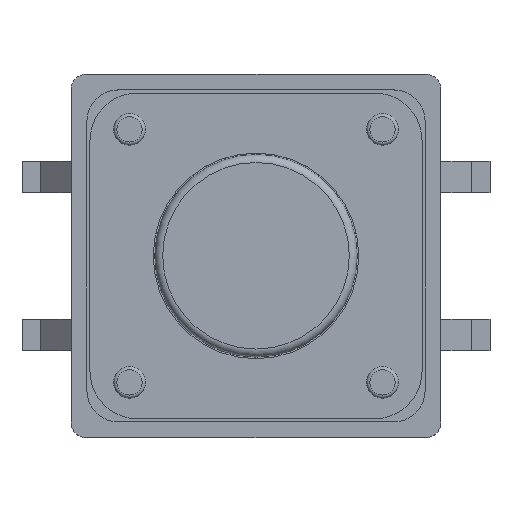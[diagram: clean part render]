
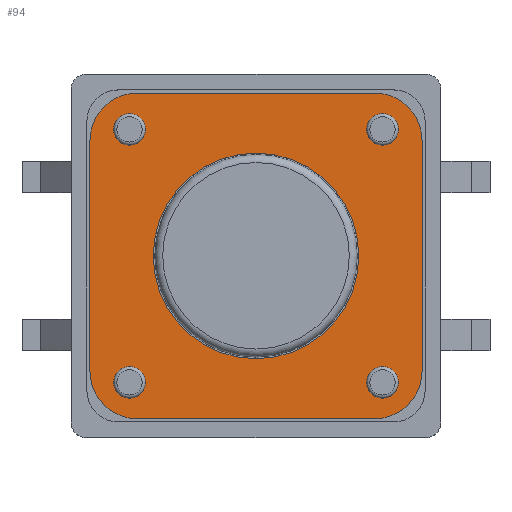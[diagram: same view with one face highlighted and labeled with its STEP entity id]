
A CAD part, top view. The second image highlights one B-rep face of the part: STEP entity #94.
In plain terms, the highlighted planar face has unit normal (0, 0, 1).
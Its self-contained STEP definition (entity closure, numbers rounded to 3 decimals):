
#51 = VERTEX_POINT('',#52);
#52 = CARTESIAN_POINT('',(3.25,0.,3.6));
#57 = EDGE_CURVE('',#51,#51,#58,.T.);
#58 = CIRCLE('',#59,3.25);
#59 = AXIS2_PLACEMENT_3D('',#60,#61,#62);
#60 = CARTESIAN_POINT('',(0.,0.,3.6));
#61 = DIRECTION('',(0.,0.,-1.));
#62 = DIRECTION('',(1.,0.,0.));
#94 = ADVANCED_FACE('',(#95,#165,#176,#187,#190,#201),#212,.F.);
#95 = FACE_BOUND('',#96,.F.);
#96 = EDGE_LOOP('',(#97,#107,#116,#124,#133,#141,#150,#158));
#97 = ORIENTED_EDGE('',*,*,#98,.F.);
#98 = EDGE_CURVE('',#99,#101,#103,.T.);
#99 = VERTEX_POINT('',#100);
#100 = CARTESIAN_POINT('',(3.75,5.15,3.6));
#101 = VERTEX_POINT('',#102);
#102 = CARTESIAN_POINT('',(-3.75,5.15,3.6));
#103 = LINE('',#104,#105);
#104 = CARTESIAN_POINT('',(-1.875,5.15,3.6));
#105 = VECTOR('',#106,1.);
#106 = DIRECTION('',(-1.,0.,0.));
#107 = ORIENTED_EDGE('',*,*,#108,.T.);
#108 = EDGE_CURVE('',#99,#109,#111,.T.);
#109 = VERTEX_POINT('',#110);
#110 = CARTESIAN_POINT('',(5.25,3.65,3.6));
#111 = CIRCLE('',#112,1.5);
#112 = AXIS2_PLACEMENT_3D('',#113,#114,#115);
#113 = CARTESIAN_POINT('',(3.75,3.65,3.6));
#114 = DIRECTION('',(0.,0.,-1.));
#115 = DIRECTION('',(1.,0.,0.));
#116 = ORIENTED_EDGE('',*,*,#117,.F.);
#117 = EDGE_CURVE('',#118,#109,#120,.T.);
#118 = VERTEX_POINT('',#119);
#119 = CARTESIAN_POINT('',(5.25,-3.65,3.6));
#120 = LINE('',#121,#122);
#121 = CARTESIAN_POINT('',(5.25,1.825,3.6));
#122 = VECTOR('',#123,1.);
#123 = DIRECTION('',(0.,1.,0.));
#124 = ORIENTED_EDGE('',*,*,#125,.T.);
#125 = EDGE_CURVE('',#118,#126,#128,.T.);
#126 = VERTEX_POINT('',#127);
#127 = CARTESIAN_POINT('',(3.75,-5.15,3.6));
#128 = CIRCLE('',#129,1.5);
#129 = AXIS2_PLACEMENT_3D('',#130,#131,#132);
#130 = CARTESIAN_POINT('',(3.75,-3.65,3.6));
#131 = DIRECTION('',(0.,0.,-1.));
#132 = DIRECTION('',(1.,0.,0.));
#133 = ORIENTED_EDGE('',*,*,#134,.F.);
#134 = EDGE_CURVE('',#135,#126,#137,.T.);
#135 = VERTEX_POINT('',#136);
#136 = CARTESIAN_POINT('',(-3.75,-5.15,3.6));
#137 = LINE('',#138,#139);
#138 = CARTESIAN_POINT('',(1.875,-5.15,3.6));
#139 = VECTOR('',#140,1.);
#140 = DIRECTION('',(1.,0.,0.));
#141 = ORIENTED_EDGE('',*,*,#142,.T.);
#142 = EDGE_CURVE('',#135,#143,#145,.T.);
#143 = VERTEX_POINT('',#144);
#144 = CARTESIAN_POINT('',(-5.25,-3.65,3.6));
#145 = CIRCLE('',#146,1.5);
#146 = AXIS2_PLACEMENT_3D('',#147,#148,#149);
#147 = CARTESIAN_POINT('',(-3.75,-3.65,3.6));
#148 = DIRECTION('',(0.,0.,-1.));
#149 = DIRECTION('',(1.,0.,0.));
#150 = ORIENTED_EDGE('',*,*,#151,.F.);
#151 = EDGE_CURVE('',#152,#143,#154,.T.);
#152 = VERTEX_POINT('',#153);
#153 = CARTESIAN_POINT('',(-5.25,3.65,3.6));
#154 = LINE('',#155,#156);
#155 = CARTESIAN_POINT('',(-5.25,-1.825,3.6));
#156 = VECTOR('',#157,1.);
#157 = DIRECTION('',(0.,-1.,0.));
#158 = ORIENTED_EDGE('',*,*,#159,.T.);
#159 = EDGE_CURVE('',#152,#101,#160,.T.);
#160 = CIRCLE('',#161,1.5);
#161 = AXIS2_PLACEMENT_3D('',#162,#163,#164);
#162 = CARTESIAN_POINT('',(-3.75,3.65,3.6));
#163 = DIRECTION('',(0.,0.,-1.));
#164 = DIRECTION('',(1.,0.,0.));
#165 = FACE_BOUND('',#166,.F.);
#166 = EDGE_LOOP('',(#167));
#167 = ORIENTED_EDGE('',*,*,#168,.T.);
#168 = EDGE_CURVE('',#169,#169,#171,.T.);
#169 = VERTEX_POINT('',#170);
#170 = CARTESIAN_POINT('',(4.5,-4.,3.6));
#171 = CIRCLE('',#172,0.5);
#172 = AXIS2_PLACEMENT_3D('',#173,#174,#175);
#173 = CARTESIAN_POINT('',(4.,-4.,3.6));
#174 = DIRECTION('',(0.,0.,1.));
#175 = DIRECTION('',(1.,0.,0.));
#176 = FACE_BOUND('',#177,.F.);
#177 = EDGE_LOOP('',(#178));
#178 = ORIENTED_EDGE('',*,*,#179,.T.);
#179 = EDGE_CURVE('',#180,#180,#182,.T.);
#180 = VERTEX_POINT('',#181);
#181 = CARTESIAN_POINT('',(-3.5,-4.,3.6));
#182 = CIRCLE('',#183,0.5);
#183 = AXIS2_PLACEMENT_3D('',#184,#185,#186);
#184 = CARTESIAN_POINT('',(-4.,-4.,3.6));
#185 = DIRECTION('',(0.,0.,1.));
#186 = DIRECTION('',(1.,0.,0.));
#187 = FACE_BOUND('',#188,.F.);
#188 = EDGE_LOOP('',(#189));
#189 = ORIENTED_EDGE('',*,*,#57,.F.);
#190 = FACE_BOUND('',#191,.F.);
#191 = EDGE_LOOP('',(#192));
#192 = ORIENTED_EDGE('',*,*,#193,.T.);
#193 = EDGE_CURVE('',#194,#194,#196,.T.);
#194 = VERTEX_POINT('',#195);
#195 = CARTESIAN_POINT('',(-3.5,4.,3.6));
#196 = CIRCLE('',#197,0.5);
#197 = AXIS2_PLACEMENT_3D('',#198,#199,#200);
#198 = CARTESIAN_POINT('',(-4.,4.,3.6));
#199 = DIRECTION('',(0.,0.,1.));
#200 = DIRECTION('',(1.,0.,0.));
#201 = FACE_BOUND('',#202,.F.);
#202 = EDGE_LOOP('',(#203));
#203 = ORIENTED_EDGE('',*,*,#204,.T.);
#204 = EDGE_CURVE('',#205,#205,#207,.T.);
#205 = VERTEX_POINT('',#206);
#206 = CARTESIAN_POINT('',(4.5,4.,3.6));
#207 = CIRCLE('',#208,0.5);
#208 = AXIS2_PLACEMENT_3D('',#209,#210,#211);
#209 = CARTESIAN_POINT('',(4.,4.,3.6));
#210 = DIRECTION('',(0.,0.,1.));
#211 = DIRECTION('',(1.,0.,0.));
#212 = PLANE('',#213);
#213 = AXIS2_PLACEMENT_3D('',#214,#215,#216);
#214 = CARTESIAN_POINT('',(0.,0.,3.6));
#215 = DIRECTION('',(-0.,-0.,-1.));
#216 = DIRECTION('',(-1.,0.,0.));
